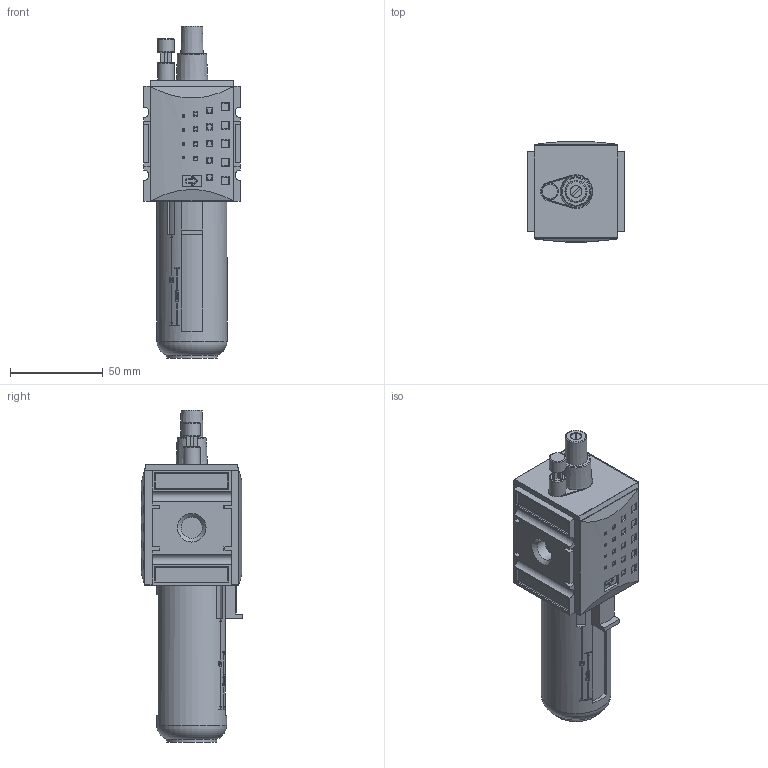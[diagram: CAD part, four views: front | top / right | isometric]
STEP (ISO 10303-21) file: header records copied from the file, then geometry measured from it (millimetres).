
FILE_DESCRIPTION((''),'2;1');
FILE_NAME('KLUB-114.stp','2010-01-29T13:14:30',('DDruske'),(''),'Autodesk Inventor 2009','Autodesk Inventor 2009','');
FILE_SCHEMA(('AUTOMOTIVE_DESIGN { 1 0 10303 214 1 1 1 1 }'));
Length unit declared in the file: millimetre
Products named in the file (1): Bauteil4
Bounding box: 52 x 54.49 x 179 mm (x, y, z)
Volume: 240908.3 mm3; surface area: 46218.1 mm2
Topology: 1 solids, 3 shells, 1052 faces, 2783 edges, 1758 vertices
Faces by surface type: plane 385, cylinder 344, bspline 211, torus 98, sphere 8, cone 6
Full cylindrical faces by diameter (mm): 6.3 x1, 9 x2, 10 x1, 11.445 x3, 15.1 x1, 16.8 x1, 27 x1, 35 x1, 37.8 x1, 42 x1
Entity records: 39511 total; most frequent: CARTESIAN_POINT 13573, ORIENTED_EDGE 5418, DIRECTION 4802, EDGE_CURVE 2709, VERTEX_POINT 1750, AXIS2_PLACEMENT_3D 1653, VECTOR 1496, LINE 1496
